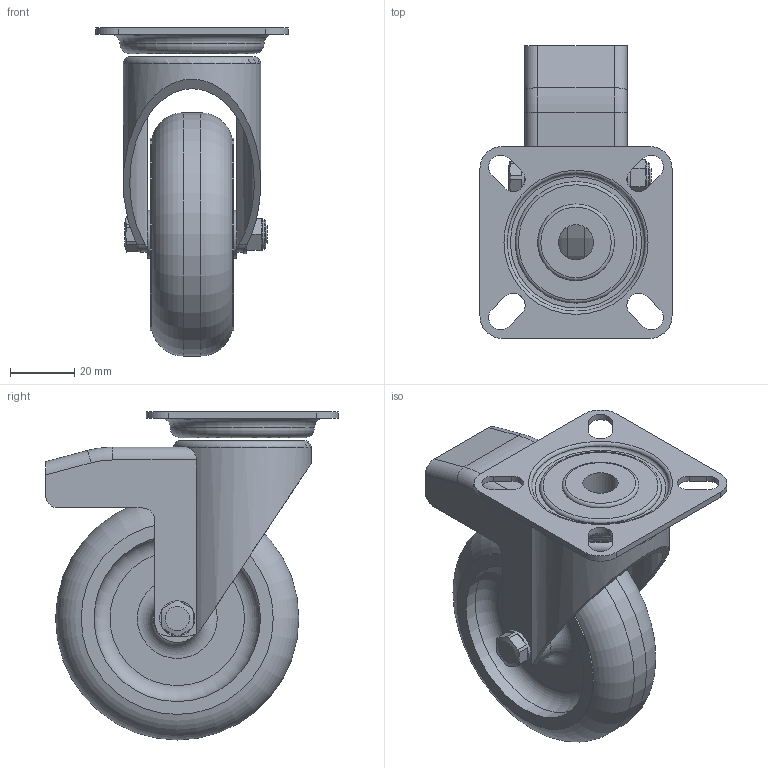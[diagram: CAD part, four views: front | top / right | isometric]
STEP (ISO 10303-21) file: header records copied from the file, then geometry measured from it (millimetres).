
FILE_DESCRIPTION(/* description */ ('Unknown'),/* implementation_level */ '2;1');
FILE_NAME(/* name */ 'Swivel caster',/* time_stamp */ '2023-03-05T09:58:52+01:00',/* author */ ('Unknown'),/* organization */ ('Unknown'),/* preprocessor_version */ 'ST-DEVELOPER v18.1',/* originating_system */ 'Solid Edge',/* authorisation */ 'Unknown');
FILE_SCHEMA (('AUTOMOTIVE_DESIGN {1 0 10303 214 3 1 1}'));
Length unit declared in the file: millimetre
Products named in the file (1): Swivel caster
Bounding box: 60 x 91.5 x 102.5 mm (x, y, z)
Volume: 102553.3 mm3; surface area: 39057.1 mm2
Topology: 2 solids, 4 shells, 139 faces, 362 edges, 231 vertices
Faces by surface type: plane 73, cylinder 46, torus 16, cone 2, sphere 2
Full cylindrical faces by diameter (mm): 5.5 x1, 6 x2, 9.2 x1, 11 x2, 15 x2, 39 x1, 52 x2, 60 x2, 76 x1
Entity records: 4745 total; most frequent: CARTESIAN_POINT 761, DIRECTION 702, ORIENTED_EDGE 620, EDGE_CURVE 310, AXIS2_PLACEMENT_3D 276, VERTEX_POINT 211, EDGE_LOOP 185, FACE_BOUND 185
